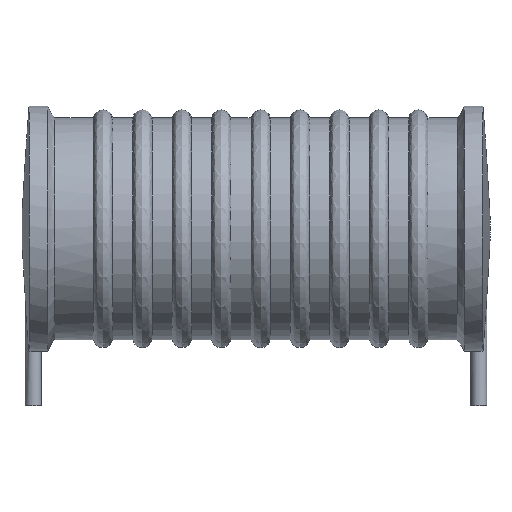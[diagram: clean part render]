
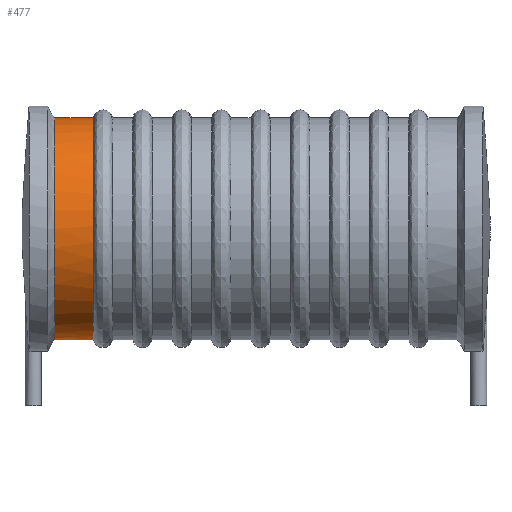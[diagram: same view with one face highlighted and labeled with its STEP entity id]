
A CAD part, front view. The second image highlights one B-rep face of the part: STEP entity #477.
In plain terms, the highlighted cylindrical face has radius 6.318 mm (diameter 12.636 mm), a full revolution.
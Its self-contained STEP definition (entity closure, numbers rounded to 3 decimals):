
#13=DIRECTION('',(1.,0.,0.));
#29=DIRECTION('',(1.,0.,0.));
#298=VECTOR('',#29,1.);
#457=VERTEX_POINT('',#458);
#458=CARTESIAN_POINT('',(1.232,0.,13.403));
#463=EDGE_CURVE('',#457,#457,#464,.T.);
#464=CIRCLE('',#465,6.318);
#465=AXIS2_PLACEMENT_3D('',#466,#13,#467);
#466=CARTESIAN_POINT('',(1.232,0.,7.085));
#467=DIRECTION('',(0.,0.,1.));
#477=ADVANCED_FACE('',(#478),#591,.T.);
#478=FACE_BOUND('',#479,.T.);
#479=EDGE_LOOP('',(#480,#485,#486,#487));
#480=ORIENTED_EDGE('',*,*,#481,.F.);
#481=EDGE_CURVE('',#457,#482,#484,.T.);
#482=VERTEX_POINT('',#483);
#483=CARTESIAN_POINT('',(3.432,0.,13.403));
#484=LINE('',#458,#298);
#485=ORIENTED_EDGE('',*,*,#463,.T.);
#486=ORIENTED_EDGE('',*,*,#481,.T.);
#487=ORIENTED_EDGE('',*,*,#488,.T.);
#488=EDGE_CURVE('',#482,#482,#489,.T.);
#489=B_SPLINE_CURVE_WITH_KNOTS('',4,(#490,#491,#492,#493,#494,#495,#496,#497,#498,#499,#500,#501,#502,#503,#504,#505,#506,#507,#508,#509,#510,#511,#512,#513,#514,#515,#516,#517,#518,#519,#520,#521,#522,#523,#524,#525,#526,#527,#528,#529,#530,#531,#532,#533,#534,#535,#536,#537,#538,#539,#540,#541,#542,#543,#544,#545,#546,#547,#548,#549,#550,#551,#552,#553,#554,#555,#556,#557,#558,#559,#560,#561,#562,#563,#564,#565,#566,#567,#568,#569,#570,#571,#572,#573,#574,#575,#576,#577,#578,#579,#580,#581,#582,#583,#584,#585,#586,#587,#588,#589,#590),.UNSPECIFIED.,.T.,.F.,(5,3,3,3,3,3,3,3,3,3,3,3,3,3,3,3,3,3,3,3,3,3,3,3,3,3,3,3,3,3,3,3,3,5),(0.,0.03,0.06,0.09,0.12,0.15,0.18,0.21,0.24,0.27,0.3,0.33,0.36,0.39,0.42,0.45,0.48,0.51,0.54,0.57,0.6,0.63,0.66,0.69,0.72,0.75,0.78,0.81,0.84,0.87,0.9,0.93,0.96,1.),.UNSPECIFIED.);
#490=CARTESIAN_POINT('',(3.432,0.,13.403));
#491=CARTESIAN_POINT('',(3.432,0.298,13.403));
#492=CARTESIAN_POINT('',(3.432,0.595,13.385));
#493=CARTESIAN_POINT('',(3.432,0.891,13.347));
#494=CARTESIAN_POINT('',(3.432,1.476,13.236));
#495=CARTESIAN_POINT('',(3.432,1.765,13.161));
#496=CARTESIAN_POINT('',(3.432,2.049,13.069));
#497=CARTESIAN_POINT('',(3.432,2.603,12.85));
#498=CARTESIAN_POINT('',(3.432,2.873,12.723));
#499=CARTESIAN_POINT('',(3.432,3.134,12.579));
#500=CARTESIAN_POINT('',(3.432,3.637,12.26));
#501=CARTESIAN_POINT('',(3.432,3.878,12.085));
#502=CARTESIAN_POINT('',(3.432,4.108,11.895));
#503=CARTESIAN_POINT('',(3.432,4.542,11.487));
#504=CARTESIAN_POINT('',(3.432,4.746,11.27));
#505=CARTESIAN_POINT('',(3.432,4.937,11.04));
#506=CARTESIAN_POINT('',(3.432,5.287,10.558));
#507=CARTESIAN_POINT('',(3.432,5.446,10.306));
#508=CARTESIAN_POINT('',(3.432,5.59,10.045));
#509=CARTESIAN_POINT('',(3.432,5.844,9.506));
#510=CARTESIAN_POINT('',(3.432,5.954,9.228));
#511=CARTESIAN_POINT('',(3.432,6.046,8.945));
#512=CARTESIAN_POINT('',(3.432,6.194,8.368));
#513=CARTESIAN_POINT('',(3.432,6.25,8.075));
#514=CARTESIAN_POINT('',(3.432,6.287,7.779));
#515=CARTESIAN_POINT('',(3.432,6.324,7.185));
#516=CARTESIAN_POINT('',(3.432,6.325,6.886));
#517=CARTESIAN_POINT('',(3.432,6.306,6.589));
#518=CARTESIAN_POINT('',(3.432,6.231,5.998));
#519=CARTESIAN_POINT('',(3.432,6.175,5.705));
#520=CARTESIAN_POINT('',(3.432,6.101,5.416));
#521=CARTESIAN_POINT('',(3.432,5.917,4.849));
#522=CARTESIAN_POINT('',(3.432,5.807,4.572));
#523=CARTESIAN_POINT('',(3.432,5.68,4.302));
#524=CARTESIAN_POINT('',(3.432,5.393,3.78));
#525=CARTESIAN_POINT('',(3.432,5.233,3.528));
#526=CARTESIAN_POINT('',(3.432,5.058,3.287));
#527=CARTESIAN_POINT('',(3.432,4.679,2.828));
#528=CARTESIAN_POINT('',(3.432,4.474,2.611));
#529=CARTESIAN_POINT('',(3.432,4.257,2.406));
#530=CARTESIAN_POINT('',(3.432,3.798,2.027));
#531=CARTESIAN_POINT('',(3.432,3.557,1.852));
#532=CARTESIAN_POINT('',(3.432,3.305,1.692));
#533=CARTESIAN_POINT('',(3.432,2.783,1.405));
#534=CARTESIAN_POINT('',(3.432,2.513,1.278));
#535=CARTESIAN_POINT('',(3.432,2.236,1.168));
#536=CARTESIAN_POINT('',(3.432,1.669,0.984));
#537=CARTESIAN_POINT('',(3.432,1.38,0.91));
#538=CARTESIAN_POINT('',(3.432,1.087,0.854));
#539=CARTESIAN_POINT('',(3.432,0.496,0.779));
#540=CARTESIAN_POINT('',(3.432,0.199,0.76));
#541=CARTESIAN_POINT('',(3.432,-0.1,0.761));
#542=CARTESIAN_POINT('',(3.432,-0.694,0.798));
#543=CARTESIAN_POINT('',(3.432,-0.99,0.835));
#544=CARTESIAN_POINT('',(3.432,-1.283,0.891));
#545=CARTESIAN_POINT('',(3.432,-1.86,1.039));
#546=CARTESIAN_POINT('',(3.432,-2.143,1.131));
#547=CARTESIAN_POINT('',(3.432,-2.421,1.241));
#548=CARTESIAN_POINT('',(3.432,-2.96,1.495));
#549=CARTESIAN_POINT('',(3.432,-3.221,1.639));
#550=CARTESIAN_POINT('',(3.432,-3.473,1.798));
#551=CARTESIAN_POINT('',(3.432,-3.955,2.148));
#552=CARTESIAN_POINT('',(3.432,-4.185,2.339));
#553=CARTESIAN_POINT('',(3.432,-4.402,2.543));
#554=CARTESIAN_POINT('',(3.432,-4.81,2.977));
#555=CARTESIAN_POINT('',(3.432,-5.,3.207));
#556=CARTESIAN_POINT('',(3.432,-5.175,3.448));
#557=CARTESIAN_POINT('',(3.432,-5.494,3.951));
#558=CARTESIAN_POINT('',(3.432,-5.638,4.212));
#559=CARTESIAN_POINT('',(3.432,-5.765,4.482));
#560=CARTESIAN_POINT('',(3.432,-5.984,5.036));
#561=CARTESIAN_POINT('',(3.432,-6.076,5.32));
#562=CARTESIAN_POINT('',(3.432,-6.151,5.609));
#563=CARTESIAN_POINT('',(3.432,-6.262,6.194));
#564=CARTESIAN_POINT('',(3.432,-6.3,6.49));
#565=CARTESIAN_POINT('',(3.432,-6.318,6.787));
#566=CARTESIAN_POINT('',(3.432,-6.318,7.383));
#567=CARTESIAN_POINT('',(3.432,-6.3,7.68));
#568=CARTESIAN_POINT('',(3.432,-6.262,7.976));
#569=CARTESIAN_POINT('',(3.432,-6.151,8.561));
#570=CARTESIAN_POINT('',(3.432,-6.076,8.85));
#571=CARTESIAN_POINT('',(3.432,-5.984,9.134));
#572=CARTESIAN_POINT('',(3.432,-5.765,9.688));
#573=CARTESIAN_POINT('',(3.432,-5.638,9.958));
#574=CARTESIAN_POINT('',(3.432,-5.494,10.219));
#575=CARTESIAN_POINT('',(3.432,-5.175,10.722));
#576=CARTESIAN_POINT('',(3.432,-5.,10.963));
#577=CARTESIAN_POINT('',(3.432,-4.81,11.193));
#578=CARTESIAN_POINT('',(3.432,-4.402,11.627));
#579=CARTESIAN_POINT('',(3.432,-4.185,11.831));
#580=CARTESIAN_POINT('',(3.432,-3.955,12.022));
#581=CARTESIAN_POINT('',(3.432,-3.473,12.372));
#582=CARTESIAN_POINT('',(3.432,-3.221,12.531));
#583=CARTESIAN_POINT('',(3.432,-2.96,12.675));
#584=CARTESIAN_POINT('',(3.432,-2.421,12.929));
#585=CARTESIAN_POINT('',(3.432,-2.143,13.039));
#586=CARTESIAN_POINT('',(3.432,-1.86,13.131));
#587=CARTESIAN_POINT('',(3.432,-1.187,13.303));
#588=CARTESIAN_POINT('',(3.432,-0.794,13.37));
#589=CARTESIAN_POINT('',(3.432,-0.397,13.403));
#590=CARTESIAN_POINT('',(3.432,0.,13.403));
#591=CYLINDRICAL_SURFACE('',#592,6.318);
#592=AXIS2_PLACEMENT_3D('',#466,#29,#467);
